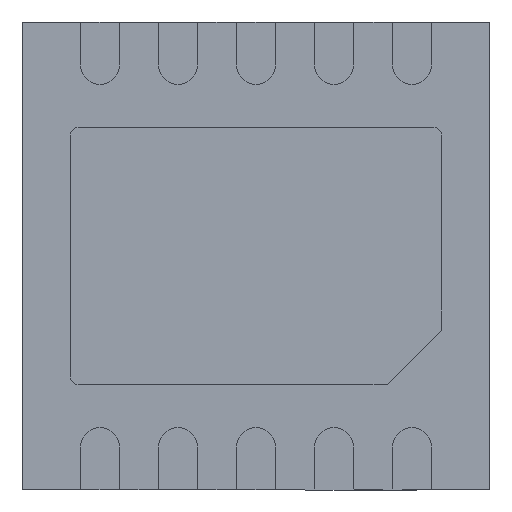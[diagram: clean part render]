
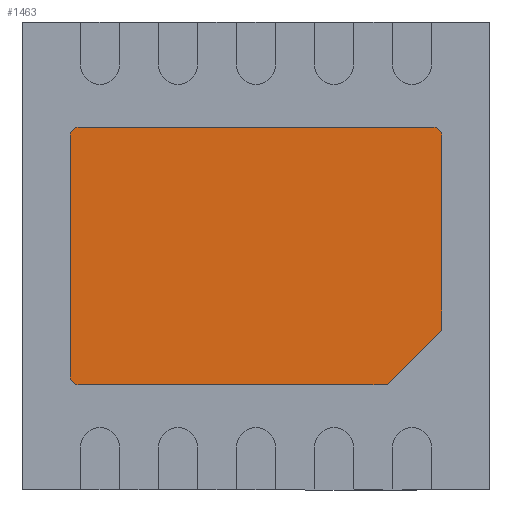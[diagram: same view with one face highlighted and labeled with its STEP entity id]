
A CAD part, front view. The second image highlights one B-rep face of the part: STEP entity #1463.
In plain terms, the highlighted planar face has unit normal (0, -1, 0).
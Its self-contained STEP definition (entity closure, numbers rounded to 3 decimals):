
#118 = DIRECTION ( 'NONE',  ( 0., 1., 0. ) ) ;
#149 = DIRECTION ( 'NONE',  ( 0., 0., 1. ) ) ;
#279 = DIRECTION ( 'NONE',  ( 0., 0., 1. ) ) ;
#351 = CARTESIAN_POINT ( 'NONE',  ( 1.14, -0.05, 0.825 ) ) ;
#354 = EDGE_CURVE ( 'NONE', #2169, #3149, #3539, .T. ) ;
#398 = CARTESIAN_POINT ( 'NONE',  ( 0., -0.05, 0. ) ) ;
#437 = EDGE_CURVE ( 'NONE', #1275, #3052, #1989, .T. ) ;
#439 = EDGE_LOOP ( 'NONE', ( #3551, #3662, #2411, #981, #3525, #618, #1506, #2891 ) ) ;
#484 = EDGE_CURVE ( 'NONE', #754, #2169, #1560, .T. ) ;
#589 = DIRECTION ( 'NONE',  ( 0., 0., 1. ) ) ;
#618 = ORIENTED_EDGE ( 'NONE', *, *, #668, .F. ) ;
#668 = EDGE_CURVE ( 'NONE', #1113, #1275, #3690, .T. ) ;
#728 = CARTESIAN_POINT ( 'NONE',  ( 1.19, -0.05, -0.475 ) ) ;
#753 = PLANE ( 'NONE',  #3171 ) ;
#754 = VERTEX_POINT ( 'NONE', #351 ) ;
#811 = DIRECTION ( 'NONE',  ( 0., 0., -1. ) ) ;
#848 = CARTESIAN_POINT ( 'NONE',  ( -1.14, -0.05, 0.825 ) ) ;
#981 = ORIENTED_EDGE ( 'NONE', *, *, #2176, .F. ) ;
#1039 = EDGE_CURVE ( 'NONE', #3149, #1113, #3372, .T. ) ;
#1043 = EDGE_CURVE ( 'NONE', #2877, #754, #4221, .T. ) ;
#1113 = VERTEX_POINT ( 'NONE', #2733 ) ;
#1125 = CIRCLE ( 'NONE', #1406, 0.05 ) ;
#1156 = DIRECTION ( 'NONE',  ( 0., 1., 0. ) ) ;
#1165 = DIRECTION ( 'NONE',  ( 0., 0., 1. ) ) ;
#1249 = CARTESIAN_POINT ( 'NONE',  ( 1.14, -0.05, 0.825 ) ) ;
#1265 = DIRECTION ( 'NONE',  ( 0., 1., 0. ) ) ;
#1275 = VERTEX_POINT ( 'NONE', #2578 ) ;
#1406 = AXIS2_PLACEMENT_3D ( 'NONE', #3257, #1265, #279 ) ;
#1463 = ADVANCED_FACE ( 'NONE', ( #4040 ), #753, .F. ) ;
#1506 = ORIENTED_EDGE ( 'NONE', *, *, #1039, .F. ) ;
#1560 = CIRCLE ( 'NONE', #2730, 0.05 ) ;
#1580 = AXIS2_PLACEMENT_3D ( 'NONE', #2136, #118, #149 ) ;
#1622 = CARTESIAN_POINT ( 'NONE',  ( -1.19, -0.05, 0.775 ) ) ;
#1646 = VERTEX_POINT ( 'NONE', #3676 ) ;
#1660 = VECTOR ( 'NONE', #3228, 1000. ) ;
#1970 = DIRECTION ( 'NONE',  ( -1., 0., 0. ) ) ;
#1989 = CIRCLE ( 'NONE', #1580, 0.05 ) ;
#2136 = CARTESIAN_POINT ( 'NONE',  ( -1.14, -0.05, -0.775 ) ) ;
#2169 = VERTEX_POINT ( 'NONE', #2940 ) ;
#2176 = EDGE_CURVE ( 'NONE', #3052, #1646, #4214, .T. ) ;
#2239 = VECTOR ( 'NONE', #589, 1000. ) ;
#2243 = CARTESIAN_POINT ( 'NONE',  ( 0.84, -0.05, -0.825 ) ) ;
#2411 = ORIENTED_EDGE ( 'NONE', *, *, #4140, .F. ) ;
#2541 = CARTESIAN_POINT ( 'NONE',  ( 1.14, -0.05, 0.775 ) ) ;
#2578 = CARTESIAN_POINT ( 'NONE',  ( -1.14, -0.05, -0.825 ) ) ;
#2617 = DIRECTION ( 'NONE',  ( -0.707, 0., -0.707 ) ) ;
#2625 = CARTESIAN_POINT ( 'NONE',  ( -1.14, -0.05, -0.825 ) ) ;
#2730 = AXIS2_PLACEMENT_3D ( 'NONE', #2541, #1156, #3487 ) ;
#2733 = CARTESIAN_POINT ( 'NONE',  ( 0.84, -0.05, -0.825 ) ) ;
#2877 = VERTEX_POINT ( 'NONE', #848 ) ;
#2891 = ORIENTED_EDGE ( 'NONE', *, *, #354, .F. ) ;
#2940 = CARTESIAN_POINT ( 'NONE',  ( 1.19, -0.05, 0.775 ) ) ;
#3052 = VERTEX_POINT ( 'NONE', #3341 ) ;
#3068 = DIRECTION ( 'NONE',  ( 0., 1., 0. ) ) ;
#3075 = CARTESIAN_POINT ( 'NONE',  ( 1.19, -0.05, -0.475 ) ) ;
#3109 = VECTOR ( 'NONE', #2617, 1000. ) ;
#3149 = VERTEX_POINT ( 'NONE', #728 ) ;
#3171 = AXIS2_PLACEMENT_3D ( 'NONE', #398, #3068, #1165 ) ;
#3228 = DIRECTION ( 'NONE',  ( 1., 0., 0. ) ) ;
#3257 = CARTESIAN_POINT ( 'NONE',  ( -1.14, -0.05, 0.775 ) ) ;
#3278 = VECTOR ( 'NONE', #811, 1000. ) ;
#3341 = CARTESIAN_POINT ( 'NONE',  ( -1.19, -0.05, -0.775 ) ) ;
#3372 = LINE ( 'NONE', #2243, #3109 ) ;
#3487 = DIRECTION ( 'NONE',  ( 0., 0., 1. ) ) ;
#3525 = ORIENTED_EDGE ( 'NONE', *, *, #437, .F. ) ;
#3539 = LINE ( 'NONE', #3075, #3278 ) ;
#3551 = ORIENTED_EDGE ( 'NONE', *, *, #484, .F. ) ;
#3662 = ORIENTED_EDGE ( 'NONE', *, *, #1043, .F. ) ;
#3676 = CARTESIAN_POINT ( 'NONE',  ( -1.19, -0.05, 0.775 ) ) ;
#3690 = LINE ( 'NONE', #2625, #4007 ) ;
#4007 = VECTOR ( 'NONE', #1970, 1000. ) ;
#4040 = FACE_OUTER_BOUND ( 'NONE', #439, .T. ) ;
#4140 = EDGE_CURVE ( 'NONE', #1646, #2877, #1125, .T. ) ;
#4214 = LINE ( 'NONE', #1622, #2239 ) ;
#4221 = LINE ( 'NONE', #1249, #1660 ) ;
